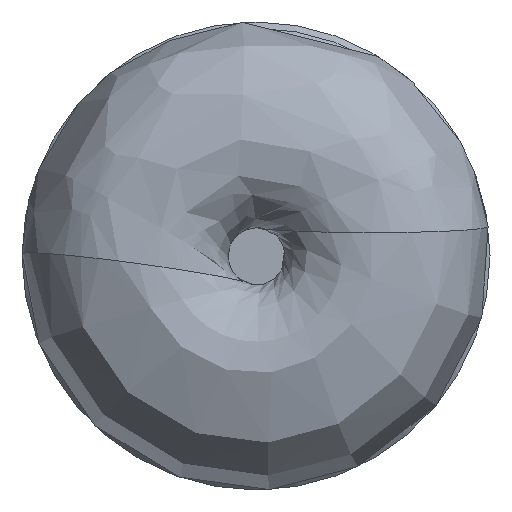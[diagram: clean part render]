
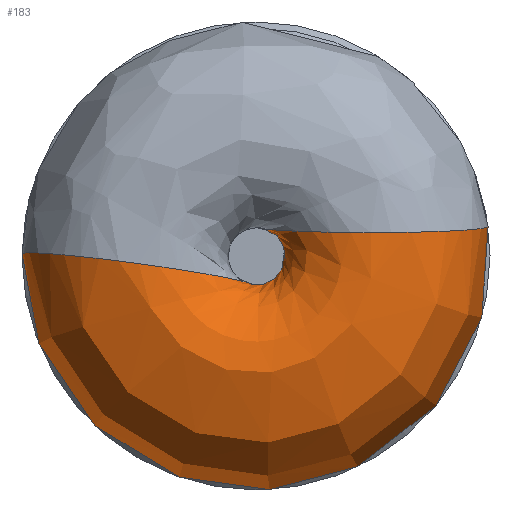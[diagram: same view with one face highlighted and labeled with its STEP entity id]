
A CAD part, left-side view. The second image highlights one B-rep face of the part: STEP entity #183.
In plain terms, the highlighted free-form (B-spline) face has degree [3, 3] with [7, 7] control points.
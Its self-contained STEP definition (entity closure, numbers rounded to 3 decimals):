
#183=ADVANCED_FACE('',(#202,#203),#200,.T.);
#200=(
BOUNDED_SURFACE()
B_SPLINE_SURFACE(3,3,((#437,#438,#439,#440,#441,#442,#443),(#444,#445,#446,
#447,#448,#449,#450),(#451,#452,#453,#454,#455,#456,#457),(#458,#459,#460,
#461,#462,#463,#464),(#465,#466,#467,#468,#469,#470,#471),(#472,#473,#474,
#475,#476,#477,#478),(#479,#480,#481,#482,#483,#484,#485)),
 .UNSPECIFIED.,.T.,.F.,.F.)
B_SPLINE_SURFACE_WITH_KNOTS((1,3,3,3,1),(4,3,4),(-0.5,0.,0.5,1.,1.5),(0.,
0.5,1.),.UNSPECIFIED.)
GEOMETRIC_REPRESENTATION_ITEM()
RATIONAL_B_SPLINE_SURFACE(((1.,0.789,0.789,1.,0.789,
0.789,1.),(0.333,0.263,0.263,
0.333,0.263,0.263,0.333),
(0.333,0.263,0.263,0.333,
0.263,0.263,0.333),(1.,0.789,
0.789,1.,0.789,0.789,1.),(0.333,
0.263,0.263,0.333,0.263,
0.263,0.333),(0.333,0.263,
0.263,0.333,0.263,0.263,
0.333),(1.,0.789,0.789,1.,0.789,
0.789,1.)))
REPRESENTATION_ITEM('')
SURFACE()
);
#202=FACE_BOUND('',#232,.T.);
#203=FACE_BOUND('',#233,.T.);
#232=EDGE_LOOP('',(#264));
#233=EDGE_LOOP('',(#265));
#264=ORIENTED_EDGE('',*,*,#312,.F.);
#265=ORIENTED_EDGE('',*,*,#313,.T.);
#296=VERTEX_POINT('',#434);
#297=VERTEX_POINT('',#436);
#312=EDGE_CURVE('',#296,#296,#328,.T.);
#313=EDGE_CURVE('',#297,#297,#329,.T.);
#328=CIRCLE('',#345,5.);
#329=CIRCLE('',#346,5.);
#345=AXIS2_PLACEMENT_3D('',#433,#374,#375);
#346=AXIS2_PLACEMENT_3D('',#435,#376,#377);
#374=DIRECTION('',(-0.052,0.,0.999));
#375=DIRECTION('',(0.999,0.,0.052));
#376=DIRECTION('',(-0.052,0.135,-0.989));
#377=DIRECTION('',(0.999,0.007,-0.052));
#433=CARTESIAN_POINT('',(4.993,-4.92,1.262));
#434=CARTESIAN_POINT('',(9.986,-4.92,1.523));
#435=CARTESIAN_POINT('',(4.993,5.045,-0.586));
#436=CARTESIAN_POINT('',(9.986,5.08,-0.845));
#437=CARTESIAN_POINT('',(9.986,5.08,-0.845));
#438=CARTESIAN_POINT('',(9.986,4.558,-3.984));
#439=CARTESIAN_POINT('',(9.986,1.909,-5.745));
#440=CARTESIAN_POINT('',(9.986,-1.187,-5.012));
#441=CARTESIAN_POINT('',(9.986,-4.283,-4.278));
#442=CARTESIAN_POINT('',(9.986,-5.861,-1.516));
#443=CARTESIAN_POINT('',(9.986,-4.92,1.523));
#444=CARTESIAN_POINT('',(9.986,-4.828,-2.195));
#445=CARTESIAN_POINT('',(9.986,-6.184,0.787));
#446=CARTESIAN_POINT('',(9.986,-4.931,3.814));
#447=CARTESIAN_POINT('',(9.986,-1.864,4.966));
#448=CARTESIAN_POINT('',(9.986,1.204,6.117));
#449=CARTESIAN_POINT('',(9.986,4.139,4.662));
#450=CARTESIAN_POINT('',(9.986,5.08,1.523));
#451=CARTESIAN_POINT('',(0.,-4.899,-1.677));
#452=CARTESIAN_POINT('',(0.,-5.934,1.349));
#453=CARTESIAN_POINT('',(0.,-4.431,4.172));
#454=CARTESIAN_POINT('',(0.,-1.341,5.001));
#455=CARTESIAN_POINT('',(0.,1.748,5.83));
#456=CARTESIAN_POINT('',(0.,4.462,4.138));
#457=CARTESIAN_POINT('',(0.,5.08,1.));
#458=CARTESIAN_POINT('',(0.,5.01,-0.327));
#459=CARTESIAN_POINT('',(0.,4.808,-3.421));
#460=CARTESIAN_POINT('',(0.,2.409,-5.387));
#461=CARTESIAN_POINT('',(0.,-0.665,-4.976));
#462=CARTESIAN_POINT('',(0.,-3.739,-4.565));
#463=CARTESIAN_POINT('',(0.,-5.538,-2.039));
#464=CARTESIAN_POINT('',(0.,-4.92,1.));
#465=CARTESIAN_POINT('',(0.,14.918,1.023));
#466=CARTESIAN_POINT('',(0.,15.55,-8.192));
#467=CARTESIAN_POINT('',(0.,9.249,-14.946));
#468=CARTESIAN_POINT('',(0.,0.012,-14.953));
#469=CARTESIAN_POINT('',(0.,-9.225,-14.96));
#470=CARTESIAN_POINT('',(0.,-15.538,-8.216));
#471=CARTESIAN_POINT('',(0.,-14.92,1.));
#472=CARTESIAN_POINT('',(9.986,14.989,0.505));
#473=CARTESIAN_POINT('',(9.986,15.301,-8.754));
#474=CARTESIAN_POINT('',(9.986,8.749,-15.304));
#475=CARTESIAN_POINT('',(9.986,-0.51,-14.989));
#476=CARTESIAN_POINT('',(9.986,-9.769,-14.673));
#477=CARTESIAN_POINT('',(9.986,-15.861,-7.693));
#478=CARTESIAN_POINT('',(9.986,-14.92,1.523));
#479=CARTESIAN_POINT('',(9.986,5.08,-0.845));
#480=CARTESIAN_POINT('',(9.986,4.558,-3.984));
#481=CARTESIAN_POINT('',(9.986,1.909,-5.745));
#482=CARTESIAN_POINT('',(9.986,-1.187,-5.012));
#483=CARTESIAN_POINT('',(9.986,-4.283,-4.278));
#484=CARTESIAN_POINT('',(9.986,-5.861,-1.516));
#485=CARTESIAN_POINT('',(9.986,-4.92,1.523));
